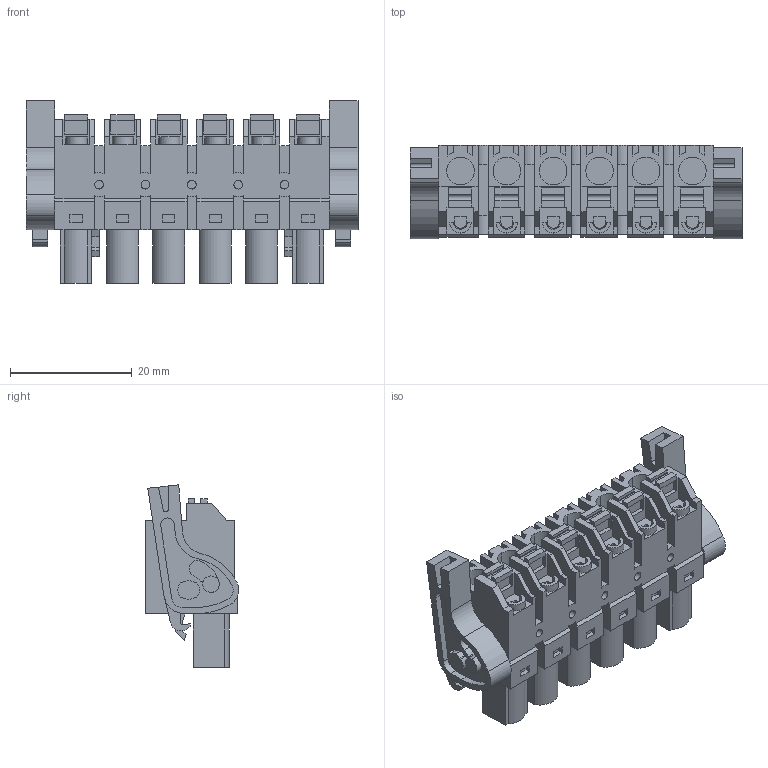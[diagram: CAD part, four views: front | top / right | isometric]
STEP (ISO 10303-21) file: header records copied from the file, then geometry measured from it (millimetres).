
FILE_DESCRIPTION(('CATIA V5 STEP Exchange','CAx-IF Rec.Pracs.--- Model Styling and Organization---1.2---2011-12-15'),'2;1');
FILE_NAME ('D1449881_0_1227420000_1227420000.stp','2017-04-08T10:38:31+00:00',('none'),('Weidmueller'),'CATIA Version 5-6 Release 2014','CATIA V5 STEP AP214','none');
FILE_SCHEMA(('AUTOMOTIVE_DESIGN { 1 0 10303 214 1 1 1 1 }'));
Length unit declared in the file: millimetre
Products named in the file (1): 1227420000
Bounding box: 54.54 x 15.31 x 29.96 mm (x, y, z)
Volume: 11679.7 mm3; surface area: 8795.2 mm2
Topology: 9 solids, 9 shells, 726 faces, 2032 edges, 1388 vertices
Faces by surface type: plane 542, cylinder 179, extrusion 5
Entity records: 21781 total; most frequent: CARTESIAN_POINT 4246, ORIENTED_EDGE 4064, DIRECTION 2813, EDGE_CURVE 2032, VECTOR 1567, LINE 1562, VERTEX_POINT 1388, AXIS2_PLACEMENT_3D 826
